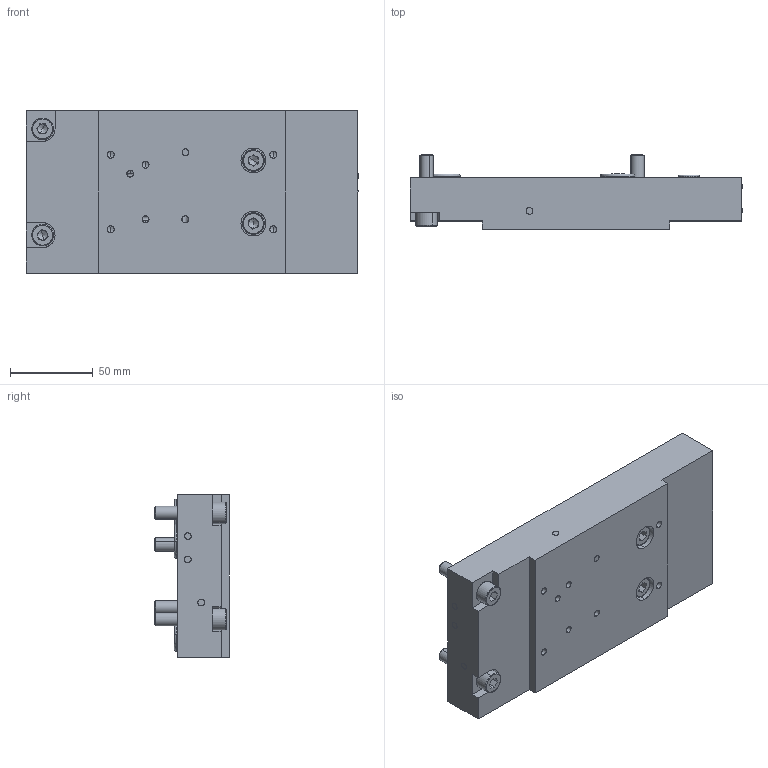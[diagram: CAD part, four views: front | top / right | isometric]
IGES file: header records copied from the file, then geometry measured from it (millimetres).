
Start section: SolidWorks IGES file using analytic representation for surfaces
Global section: file name: INTF003104005.igs; native system: SolidWorks 2014; preprocessor: SolidWorks 2014; author: serviziopdm; date: 161123.144921; units: millimetre
Bounding box: 200 x 45 x 98 mm (x, y, z)
Surface area: 82028.1 mm2 (no closed solid volume)
Topology: 0 solids, 0 shells, 471 faces, 8844 edges, 8790 vertices
Faces by surface type: revolution 297, bspline 174
